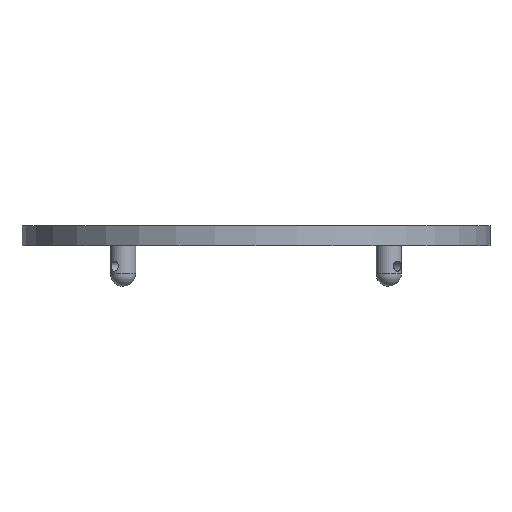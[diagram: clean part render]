
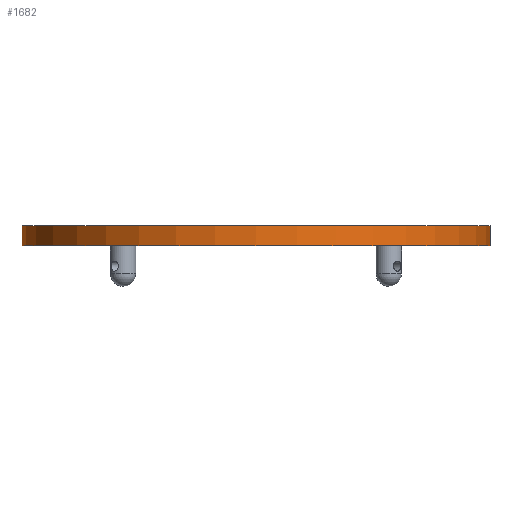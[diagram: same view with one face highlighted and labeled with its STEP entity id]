
A CAD part, front view. The second image highlights one B-rep face of the part: STEP entity #1682.
In plain terms, the highlighted cylindrical face has radius 46.2 mm (diameter 92.4 mm), a full revolution.
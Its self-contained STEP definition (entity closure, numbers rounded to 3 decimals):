
#213=CIRCLE('',#1907,46.2);
#214=CIRCLE('',#1908,46.2);
#304=FACE_OUTER_BOUND('',#400,.T.);
#400=EDGE_LOOP('',(#1527,#1528,#1529,#1530));
#522=LINE('',#3228,#632);
#632=VECTOR('',#2440,46.2);
#819=VERTEX_POINT('',#3225);
#820=VERTEX_POINT('',#3227);
#1068=EDGE_CURVE('',#819,#819,#213,.T.);
#1069=EDGE_CURVE('',#819,#820,#522,.T.);
#1070=EDGE_CURVE('',#820,#820,#214,.T.);
#1527=ORIENTED_EDGE('',*,*,#1068,.F.);
#1528=ORIENTED_EDGE('',*,*,#1069,.T.);
#1529=ORIENTED_EDGE('',*,*,#1070,.F.);
#1530=ORIENTED_EDGE('',*,*,#1069,.F.);
#1596=CYLINDRICAL_SURFACE('',#1906,46.2);
#1682=ADVANCED_FACE('',(#304),#1596,.T.);
#1906=AXIS2_PLACEMENT_3D('',#3224,#2436,#2437);
#1907=AXIS2_PLACEMENT_3D('',#3226,#2438,#2439);
#1908=AXIS2_PLACEMENT_3D('',#3229,#2441,#2442);
#2436=DIRECTION('center_axis',(0.,0.,-1.));
#2437=DIRECTION('ref_axis',(1.,0.,0.));
#2438=DIRECTION('center_axis',(0.,0.,-1.));
#2439=DIRECTION('ref_axis',(1.,0.,0.));
#2440=DIRECTION('',(0.,0.,1.));
#2441=DIRECTION('center_axis',(0.,0.,1.));
#2442=DIRECTION('ref_axis',(1.,0.,0.));
#3224=CARTESIAN_POINT('Origin',(0.,0.,0.));
#3225=CARTESIAN_POINT('',(-46.2,0.,-4.));
#3226=CARTESIAN_POINT('Origin',(0.,0.,-4.));
#3227=CARTESIAN_POINT('',(-46.2,0.,0.));
#3228=CARTESIAN_POINT('',(-46.2,0.,0.));
#3229=CARTESIAN_POINT('Origin',(0.,0.,0.));
